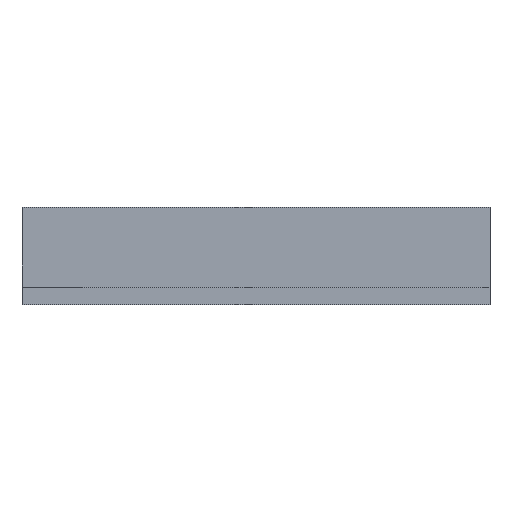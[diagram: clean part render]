
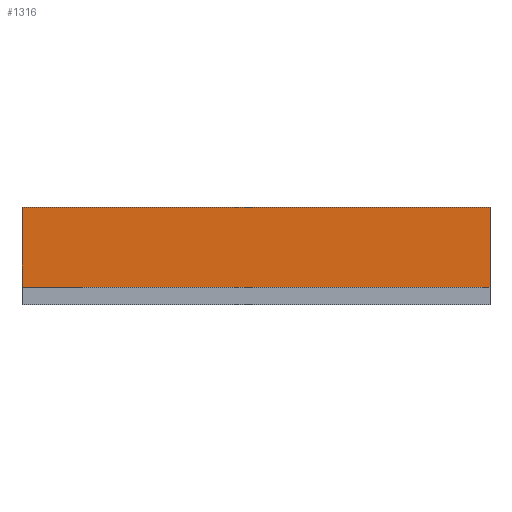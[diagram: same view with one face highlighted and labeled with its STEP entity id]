
A CAD part, left-side view. The second image highlights one B-rep face of the part: STEP entity #1316.
In plain terms, the highlighted planar face has unit normal (-1, 0, 0).
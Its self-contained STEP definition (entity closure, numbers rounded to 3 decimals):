
#64=PLANE('',#1406);
#128=FACE_OUTER_BOUND('',#192,.T.);
#192=EDGE_LOOP('',(#1119,#1120,#1121,#1122));
#268=LINE('',#1869,#442);
#359=LINE('',#2050,#533);
#360=LINE('',#2053,#534);
#361=LINE('',#2054,#535);
#442=VECTOR('',#1510,10.);
#533=VECTOR('',#1673,10.);
#534=VECTOR('',#1676,10.);
#535=VECTOR('',#1677,10.);
#634=VERTEX_POINT('',#1866);
#635=VERTEX_POINT('',#1868);
#689=VERTEX_POINT('',#2048);
#690=VERTEX_POINT('',#2052);
#764=EDGE_CURVE('',#634,#635,#268,.T.);
#855=EDGE_CURVE('',#634,#689,#359,.T.);
#856=EDGE_CURVE('',#690,#689,#360,.T.);
#857=EDGE_CURVE('',#635,#690,#361,.T.);
#1119=ORIENTED_EDGE('',*,*,#855,.T.);
#1120=ORIENTED_EDGE('',*,*,#856,.F.);
#1121=ORIENTED_EDGE('',*,*,#857,.F.);
#1122=ORIENTED_EDGE('',*,*,#764,.F.);
#1316=ADVANCED_FACE('',(#128),#64,.T.);
#1406=AXIS2_PLACEMENT_3D('',#2051,#1674,#1675);
#1510=DIRECTION('',(0.,0.,-1.));
#1673=DIRECTION('',(0.,1.,0.));
#1674=DIRECTION('center_axis',(-1.,0.,0.));
#1675=DIRECTION('ref_axis',(0.,0.,1.));
#1676=DIRECTION('',(0.,0.,1.));
#1677=DIRECTION('',(0.,1.,0.));
#1866=CARTESIAN_POINT('',(-21.,-67.5,28.));
#1868=CARTESIAN_POINT('',(-21.,-67.5,5.));
#1869=CARTESIAN_POINT('',(-21.,-67.5,27.));
#2048=CARTESIAN_POINT('',(-21.,67.5,28.));
#2050=CARTESIAN_POINT('',(-21.,0.,28.));
#2051=CARTESIAN_POINT('Origin',(-21.,0.,5.));
#2052=CARTESIAN_POINT('',(-21.,67.5,5.));
#2053=CARTESIAN_POINT('',(-21.,67.5,27.));
#2054=CARTESIAN_POINT('',(-21.,0.,5.));
